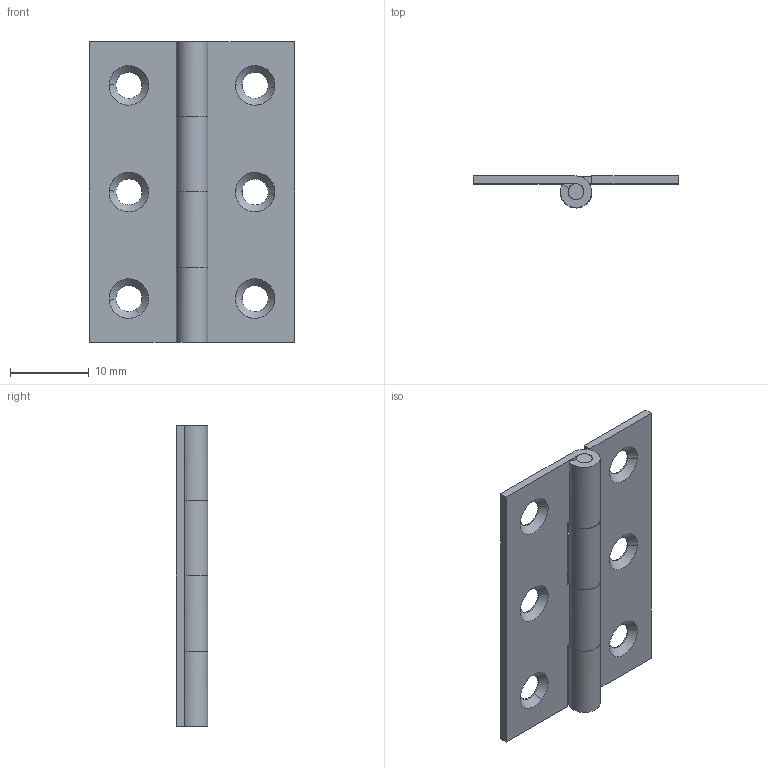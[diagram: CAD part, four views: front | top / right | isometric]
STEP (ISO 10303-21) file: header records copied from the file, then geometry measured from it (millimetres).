
FILE_DESCRIPTION((''),'2;1');
FILE_NAME('','2005-04-20T10:46:56',(''),(''),'','CADfix','');
FILE_SCHEMA(('AUTOMOTIVE_DESIGN'));
Length unit declared in the file: millimetre
Products named in the file (4): shaft; hinge piece_B; hinge piece_A; TH_TM_4_23159_36
Assembly tree (3 placements, depth 2):
  TH_TM_4_23159_36
    shaft
    hinge piece_B
    hinge piece_A
Bounding box: 26 x 4 x 38 mm (x, y, z)
Volume: 1250.6 mm3; surface area: 2871.7 mm2
Topology: 3 solids, 3 shells, 60 faces, 199 edges, 145 vertices
Faces by surface type: bspline 60
Entity records: 2539 total; most frequent: CARTESIAN_POINT 1366, ORIENTED_EDGE 398, EDGE_CURVE 199, VERTEX_POINT 145, QUASI_UNIFORM_CURVE 94, EDGE_LOOP 72, FACE_OUTER_BOUND 60, ADVANCED_FACE 60
